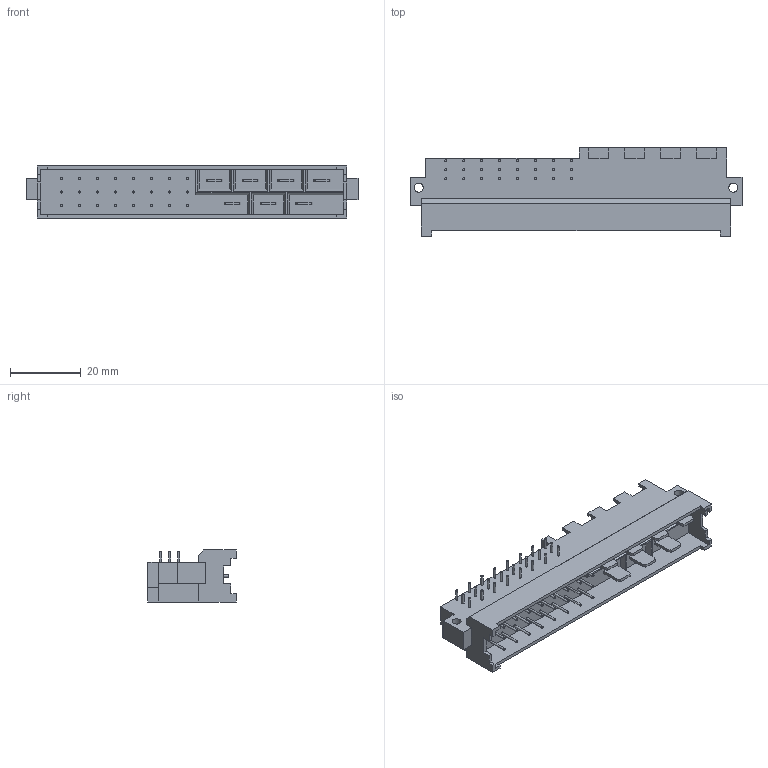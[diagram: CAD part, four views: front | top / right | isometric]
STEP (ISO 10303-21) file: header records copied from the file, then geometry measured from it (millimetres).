
FILE_DESCRIPTION(/* description */ (''),/* implementation_level */ '2;1');
FILE_NAME(/* name */ '100083900ugm000_b.stp',/* time_stamp */ '2015-03-03T11:48:28+01:00',/* author */ (''),/* organization */ (''),/* preprocessor_version */ 'ST-DEVELOPER v15',/* originating_system */ 'SIEMENS PLM Software NX 8.5',/* authorisation */ '');
FILE_SCHEMA (('AUTOMOTIVE_DESIGN { 1 0 10303 214 3 1 1 1 }'));
Length unit declared in the file: millimetre
Products named in the file (1): 100083900ugm000_b
Bounding box: 93.85 x 25 x 14.7 mm (x, y, z)
Volume: 13359.4 mm3; surface area: 12608.9 mm2
Topology: 1 solids, 1 shells, 372 faces, 923 edges, 617 vertices
Faces by surface type: plane 287, cylinder 85
Full cylindrical faces by diameter (mm): 0.6 x48, 1.75 x7, 2.55 x2
Entity records: 11966 total; most frequent: CARTESIAN_POINT 1856, DIRECTION 1782, ORIENTED_EDGE 1732, EDGE_CURVE 866, LINE 696, VECTOR 696, VERTEX_POINT 615, AXIS2_PLACEMENT_3D 543
